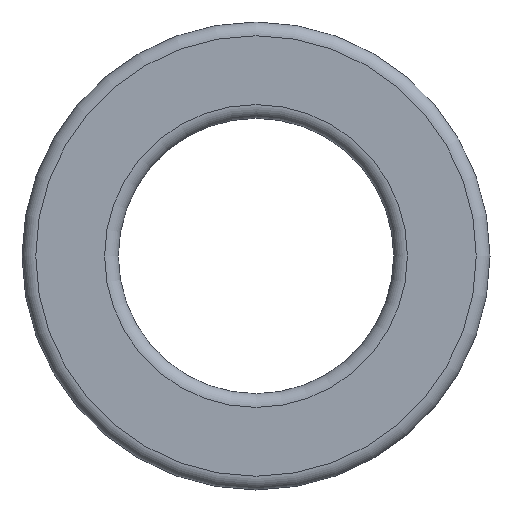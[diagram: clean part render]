
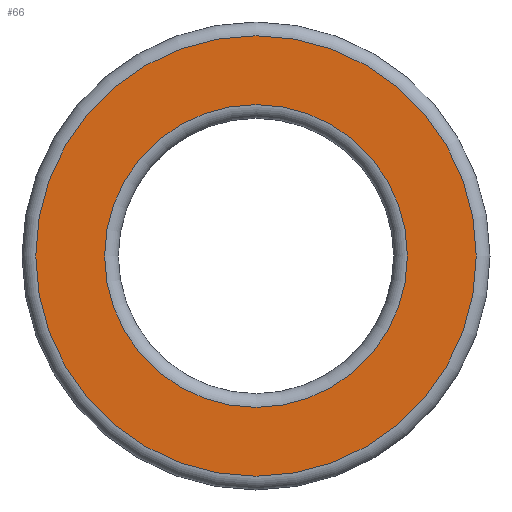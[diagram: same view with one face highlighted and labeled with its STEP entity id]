
A CAD part, left-side view. The second image highlights one B-rep face of the part: STEP entity #66.
In plain terms, the highlighted planar face has unit normal (-1, 0, 0).
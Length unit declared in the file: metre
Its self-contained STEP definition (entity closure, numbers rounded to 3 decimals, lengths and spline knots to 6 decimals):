
#66 = ADVANCED_FACE( '', ( #141, #142 ), #143, .T. );
#141 = FACE_BOUND( '', #212, .T. );
#142 = FACE_OUTER_BOUND( '', #213, .T. );
#143 = PLANE( '', #214 );
#212 = EDGE_LOOP( '', ( #303 ) );
#213 = EDGE_LOOP( '', ( #304 ) );
#214 = AXIS2_PLACEMENT_3D( '', #305, #306, #307 );
#303 = ORIENTED_EDGE( '', *, *, #338, .T. );
#304 = ORIENTED_EDGE( '', *, *, #322, .T. );
#305 = CARTESIAN_POINT( '', ( -0.013, 0., 0. ) );
#306 = DIRECTION( '', ( -1., 0., 0. ) );
#307 = DIRECTION( '', ( 0., -1., 0. ) );
#322 = EDGE_CURVE( '', #355, #355, #356, .T. );
#338 = EDGE_CURVE( '', #381, #381, #382, .F. );
#355 = VERTEX_POINT( '', #403 );
#356 = CIRCLE( '', #404, 0.008 );
#381 = VERTEX_POINT( '', #429 );
#382 = CIRCLE( '', #430, 0.0055 );
#403 = CARTESIAN_POINT( '', ( -0.013, -0.008, 0. ) );
#404 = AXIS2_PLACEMENT_3D( '', #451, #452, #453 );
#429 = CARTESIAN_POINT( '', ( -0.013, -0.0055, 0. ) );
#430 = AXIS2_PLACEMENT_3D( '', #481, #482, #483 );
#451 = CARTESIAN_POINT( '', ( -0.013, 0., 0. ) );
#452 = DIRECTION( '', ( -1., 0., 0. ) );
#453 = DIRECTION( '', ( 0., -1., 0. ) );
#481 = CARTESIAN_POINT( '', ( -0.013, 0., 0. ) );
#482 = DIRECTION( '', ( -1., 0., 0. ) );
#483 = DIRECTION( '', ( 0., -1., 0. ) );
